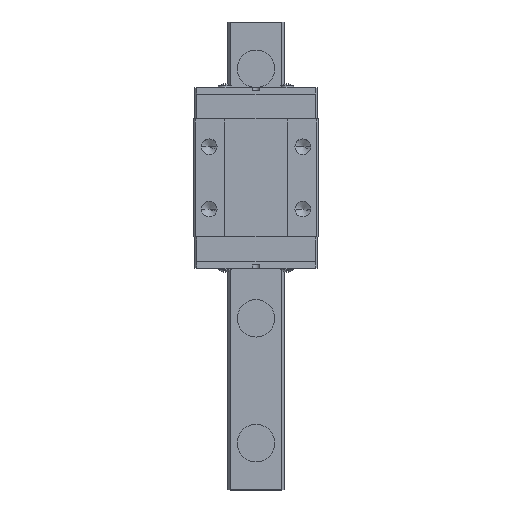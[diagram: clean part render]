
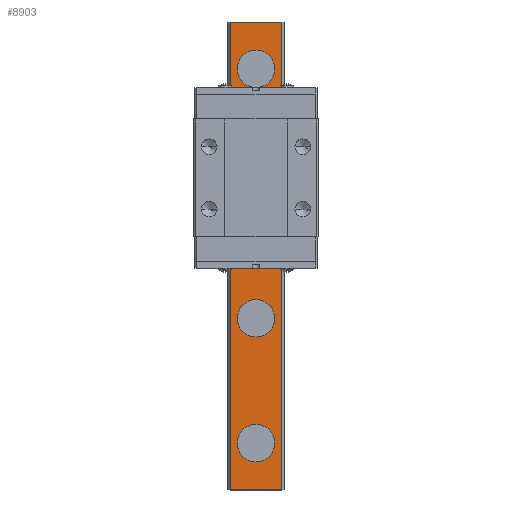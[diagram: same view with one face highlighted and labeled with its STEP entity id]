
A CAD part, top view. The second image highlights one B-rep face of the part: STEP entity #8903.
In plain terms, the highlighted planar face has unit normal (0, 0, 1).
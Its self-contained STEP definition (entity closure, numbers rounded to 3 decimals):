
#4207=EDGE_CURVE('',#9933,#4931,#11388,.T.);
#4649=EDGE_CURVE('',#6227,#5847,#11874,.T.);
#4931=VERTEX_POINT('',#12194);
#5409=VERTEX_POINT('',#12713);
#5715=EDGE_CURVE('',#8265,#8871,#13040,.T.);
#5803=VERTEX_POINT('',#13137);
#5847=VERTEX_POINT('',#13184);
#5891=EDGE_CURVE('',#5409,#6227,#13233,.T.);
#6227=VERTEX_POINT('',#13615);
#6631=VERTEX_POINT('',#14056);
#7015=EDGE_CURVE('',#5803,#10581,#14479,.T.);
#7383=VERTEX_POINT('',#14885);
#7573=EDGE_CURVE('',#4931,#9933,#15091,.T.);
#7633=VERTEX_POINT('',#15158);
#8167=EDGE_CURVE('',#7633,#6631,#15760,.T.);
#8265=VERTEX_POINT('',#15868);
#8871=VERTEX_POINT('',#16525);
#8903=ADVANCED_FACE('',(#16561,#16562,#16563,#16564,#16565),#16566,.T.);
#9677=EDGE_CURVE('',#10581,#5803,#17413,.T.);
#9933=VERTEX_POINT('',#17686);
#10139=EDGE_CURVE('',#6631,#7633,#17912,.T.);
#10289=EDGE_CURVE('',#7383,#5847,#18076,.T.);
#10491=EDGE_CURVE('',#8871,#8265,#18294,.T.);
#10581=VERTEX_POINT('',#18393);
#10631=EDGE_CURVE('',#7383,#5409,#18449,.T.);
#11388=CIRCLE('',#19530,3.0);
#11874=LINE('',#20265,#20266);
#12194=CARTESIAN_POINT('',(3.0,67.5,6.5));
#12713=CARTESIAN_POINT('',(-4.1,75.0,6.5));
#13040=CIRCLE('',#21937,3.0);
#13137=CARTESIAN_POINT('',(3.0,7.5,6.5));
#13184=CARTESIAN_POINT('',(4.1,0.0,6.5));
#13233=LINE('',#22207,#22208);
#13615=CARTESIAN_POINT('',(-4.1,0.0,6.5));
#14056=CARTESIAN_POINT('',(3.0,47.5,6.5));
#14479=CIRCLE('',#24021,3.0);
#14885=CARTESIAN_POINT('',(4.1,75.0,6.5));
#15091=CIRCLE('',#24898,3.0);
#15158=CARTESIAN_POINT('',(-3.0,47.5,6.5));
#15760=CIRCLE('',#25848,3.0);
#15868=CARTESIAN_POINT('',(-3.0,27.5,6.5));
#16525=CARTESIAN_POINT('',(3.0,27.5,6.5));
#16561=FACE_BOUND('',#27023,.T.);
#16562=FACE_BOUND('',#27024,.T.);
#16563=FACE_BOUND('',#27025,.T.);
#16564=FACE_BOUND('',#27026,.T.);
#16565=FACE_OUTER_BOUND('',#27027,.T.);
#16566=PLANE('',#27028);
#17413=CIRCLE('',#28267,3.0);
#17686=CARTESIAN_POINT('',(-3.0,67.5,6.5));
#17912=CIRCLE('',#29028,3.0);
#18076=LINE('',#29266,#29267);
#18294=CIRCLE('',#29613,3.0);
#18393=CARTESIAN_POINT('',(-3.0,7.5,6.5));
#18449=LINE('',#29857,#29858);
#19530=AXIS2_PLACEMENT_3D('',#30573,#30574,#30575);
#20265=CARTESIAN_POINT('',(4.1,0.0,6.5));
#20266=VECTOR('',#31128,1.0);
#21937=AXIS2_PLACEMENT_3D('',#32333,#32334,#32335);
#22207=CARTESIAN_POINT('',(-4.1,75.0,6.5));
#22208=VECTOR('',#32557,1.0);
#24021=AXIS2_PLACEMENT_3D('',#34088,#34089,#34090);
#24898=AXIS2_PLACEMENT_3D('',#34740,#34741,#34742);
#25848=AXIS2_PLACEMENT_3D('',#35627,#35628,#35629);
#27023=EDGE_LOOP('',(#36431,#36432));
#27024=EDGE_LOOP('',(#36433,#36434));
#27025=EDGE_LOOP('',(#36435,#36436));
#27026=EDGE_LOOP('',(#36437,#36438));
#27027=EDGE_LOOP('',(#36439,#36440,#36441,#36442));
#27028=AXIS2_PLACEMENT_3D('',#36443,#36444,#36445);
#28267=AXIS2_PLACEMENT_3D('',#37276,#37277,#37278);
#29028=AXIS2_PLACEMENT_3D('',#37744,#37745,#37746);
#29266=CARTESIAN_POINT('',(4.1,75.0,6.5));
#29267=VECTOR('',#37904,1.0);
#29613=AXIS2_PLACEMENT_3D('',#38148,#38149,#38150);
#29857=CARTESIAN_POINT('',(4.1,75.0,6.5));
#29858=VECTOR('',#38313,1.0);
#30573=CARTESIAN_POINT('',(0.0,67.5,6.5));
#30574=DIRECTION('',(0.0,0.0,-1.0));
#30575=DIRECTION('',(1.0,0.0,0.0));
#31128=DIRECTION('',(1.0,0.0,0.0));
#32333=CARTESIAN_POINT('',(0.0,27.5,6.5));
#32334=DIRECTION('',(0.0,0.0,-1.0));
#32335=DIRECTION('',(1.0,0.0,0.0));
#32557=DIRECTION('',(0.0,-1.0,0.0));
#34088=CARTESIAN_POINT('',(0.0,7.5,6.5));
#34089=DIRECTION('',(0.0,0.0,-1.0));
#34090=DIRECTION('',(1.0,0.0,0.0));
#34740=CARTESIAN_POINT('',(0.0,67.5,6.5));
#34741=DIRECTION('',(0.0,0.0,-1.0));
#34742=DIRECTION('',(1.0,0.0,0.0));
#35627=CARTESIAN_POINT('',(0.0,47.5,6.5));
#35628=DIRECTION('',(0.0,0.0,-1.0));
#35629=DIRECTION('',(1.0,0.0,0.0));
#36431=ORIENTED_EDGE('',*,*,#4207,.T.);
#36432=ORIENTED_EDGE('',*,*,#7573,.T.);
#36433=ORIENTED_EDGE('',*,*,#8167,.T.);
#36434=ORIENTED_EDGE('',*,*,#10139,.T.);
#36435=ORIENTED_EDGE('',*,*,#5715,.T.);
#36436=ORIENTED_EDGE('',*,*,#10491,.T.);
#36437=ORIENTED_EDGE('',*,*,#9677,.T.);
#36438=ORIENTED_EDGE('',*,*,#7015,.T.);
#36439=ORIENTED_EDGE('',*,*,#4649,.T.);
#36440=ORIENTED_EDGE('',*,*,#10289,.F.);
#36441=ORIENTED_EDGE('',*,*,#10631,.T.);
#36442=ORIENTED_EDGE('',*,*,#5891,.T.);
#36443=CARTESIAN_POINT('',(-4.1,75.0,6.5));
#36444=DIRECTION('',(0.0,0.0,1.0));
#36445=DIRECTION('',(-1.0,0.0,0.0));
#37276=CARTESIAN_POINT('',(0.0,7.5,6.5));
#37277=DIRECTION('',(0.0,0.0,-1.0));
#37278=DIRECTION('',(1.0,0.0,0.0));
#37744=CARTESIAN_POINT('',(0.0,47.5,6.5));
#37745=DIRECTION('',(0.0,0.0,-1.0));
#37746=DIRECTION('',(1.0,0.0,0.0));
#37904=DIRECTION('',(0.0,-1.0,0.0));
#38148=CARTESIAN_POINT('',(0.0,27.5,6.5));
#38149=DIRECTION('',(0.0,0.0,-1.0));
#38150=DIRECTION('',(1.0,0.0,0.0));
#38313=DIRECTION('',(-1.0,0.0,0.0));
